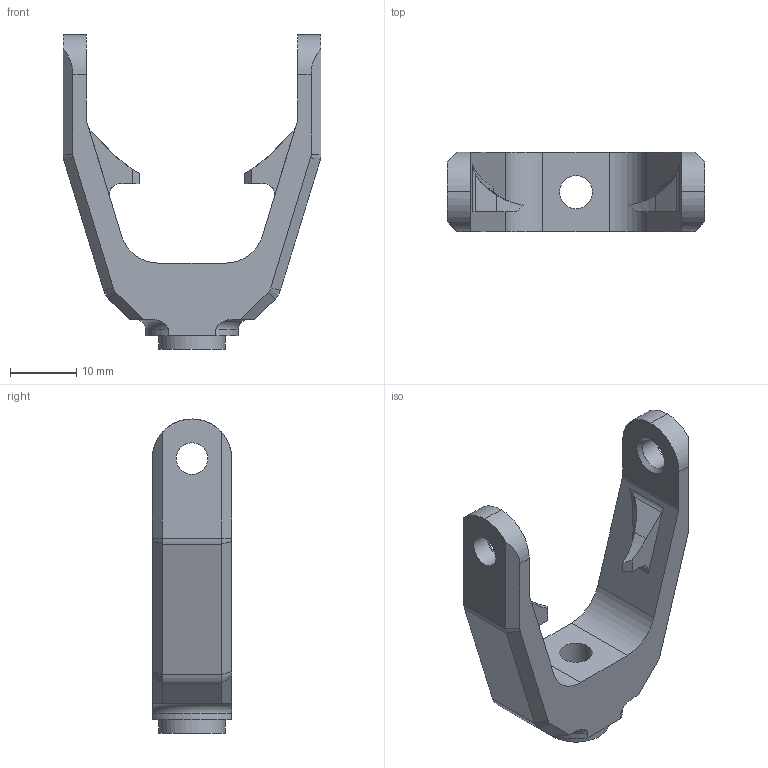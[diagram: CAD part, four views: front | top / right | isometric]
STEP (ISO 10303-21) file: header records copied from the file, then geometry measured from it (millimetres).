
FILE_DESCRIPTION(/* description */ ('STEP AP214'),/* implementation_level */ '2;1');
FILE_NAME(/* name */ '66957d77b3d6787b3fd140bd',/* time_stamp */ '2024-07-15T19:50:15Z',/* author */ (''),/* organization */ (''),/* preprocessor_version */ 'ST-DEVELOPER v20',/* originating_system */ ' ',/* authorisation */ ' ');
FILE_SCHEMA (('AUTOMOTIVE_DESIGN {1 0 10303 214 3 1 1}'));
Length unit declared in the file: metre
Products named in the file (1): Joint_C
Bounding box: 39 x 12 x 47.5 mm (x, y, z)
Volume: 6354 mm3; surface area: 3701.4 mm2
Topology: 1 solids, 1 shells, 77 faces, 199 edges, 127 vertices
Faces by surface type: plane 37, cylinder 24, cone 10, bspline 4, torus 2
Full cylindrical faces by diameter (mm): 4.763 x2, 5 x1, 10 x1
Entity records: 2428 total; most frequent: CARTESIAN_POINT 542, ORIENTED_EDGE 384, DIRECTION 378, EDGE_CURVE 192, AXIS2_PLACEMENT_3D 134, VERTEX_POINT 126, LINE 110, VECTOR 110
